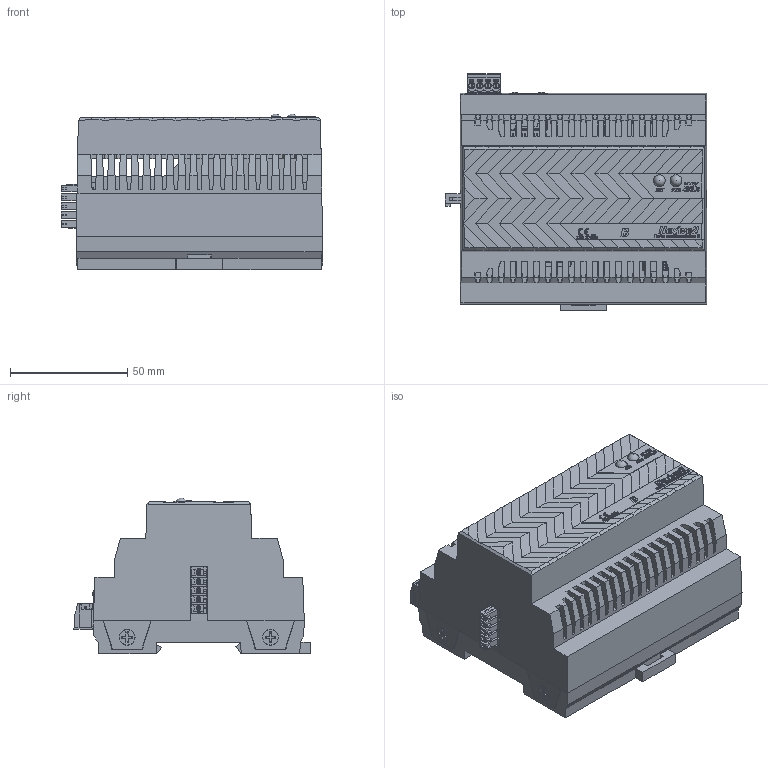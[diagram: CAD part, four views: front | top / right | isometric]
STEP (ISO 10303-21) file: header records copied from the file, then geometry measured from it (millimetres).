
FILE_DESCRIPTION((''),'2;1');
FILE_NAME('Karta_MM_model.stp','2025-05-07T16:10:06',(''),(''),'STEP Write','Mastercam X9 ... CNC Software, Inc.','');
FILE_SCHEMA(('AUTOMOTIVE_DESIGN'));
Length unit declared in the file: millimetre
Products named in the file (1): None
Bounding box: 111.3 x 100.79 x 66.45 mm (x, y, z)
Volume: 107336 mm3; surface area: 137117.6 mm2
Topology: 235 solids, 245 shells, 8095 faces, 23472 edges, 17207 vertices
Faces by surface type: plane 5965, cylinder 1243, bspline 799, torus 51, cone 26, sphere 11
Full cylindrical faces by diameter (mm): 0.3 x2, 0.7 x2, 1 x5, 1.2 x6, 1.5 x4, 1.8 x4, 1.9 x19, 2.1 x9, 2.2 x4, 2.5 x4, 2.8 x8, 3.78 x1, 3.8 x1, 4 x1, 4.9 x2, 5 x4, 6 x4
Entity records: 268971 total; most frequent: CARTESIAN_POINT 63003, ORIENTED_EDGE 43740, DIRECTION 37854, EDGE_CURVE 21860, VECTOR 18126, LINE 18126, VERTEX_POINT 14404, AXIS2_PLACEMENT_3D 9864
